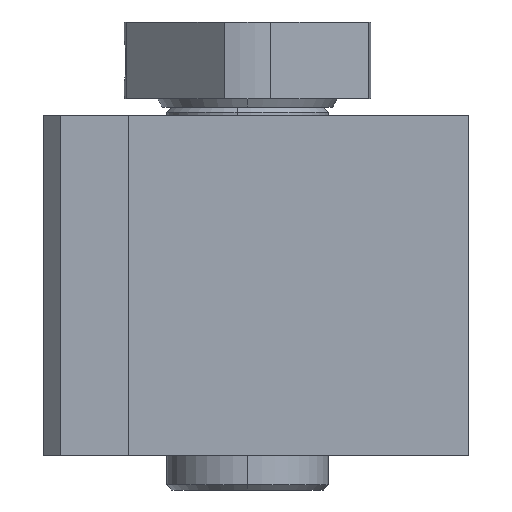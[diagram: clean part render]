
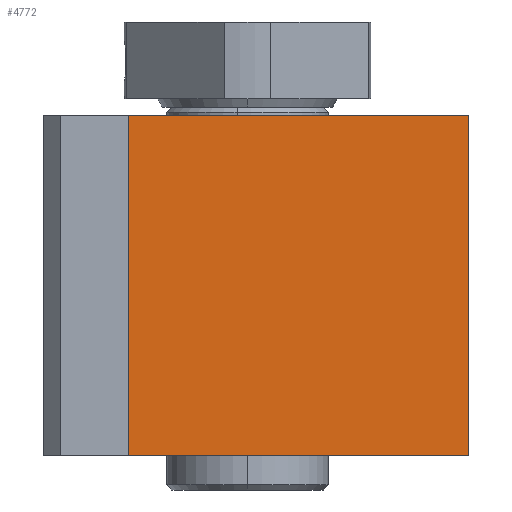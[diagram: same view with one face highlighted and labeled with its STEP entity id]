
A CAD part, left-side view. The second image highlights one B-rep face of the part: STEP entity #4772.
In plain terms, the highlighted planar face has unit normal (-1, 0, 0).
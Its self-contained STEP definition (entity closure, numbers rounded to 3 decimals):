
#28 = CARTESIAN_POINT ( 'NONE',  ( -21., -13., 0. ) ) ;
#86 = VERTEX_POINT ( 'NONE', #162 ) ;
#162 = CARTESIAN_POINT ( 'NONE',  ( -21., 7., -20. ) ) ;
#214 = EDGE_CURVE ( 'NONE', #86, #2141, #2087, .T. ) ;
#313 = EDGE_CURVE ( 'NONE', #4901, #4601, #3400, .T. ) ;
#357 = CARTESIAN_POINT ( 'NONE',  ( -21., -13., -20. ) ) ;
#377 = LINE ( 'NONE', #4898, #798 ) ;
#688 = VECTOR ( 'NONE', #1045, 1000. ) ;
#726 = ORIENTED_EDGE ( 'NONE', *, *, #933, .T. ) ;
#798 = VECTOR ( 'NONE', #4391, 1000. ) ;
#805 = CARTESIAN_POINT ( 'NONE',  ( -21., 7., 0. ) ) ;
#933 = EDGE_CURVE ( 'NONE', #86, #4901, #2382, .T. ) ;
#951 = VECTOR ( 'NONE', #2363, 1000. ) ;
#1045 = DIRECTION ( 'NONE',  ( 0., 0., 1. ) ) ;
#1339 = DIRECTION ( 'NONE',  ( 0., -1., 0. ) ) ;
#1573 = CARTESIAN_POINT ( 'NONE',  ( -21., 7., -20. ) ) ;
#1865 = CARTESIAN_POINT ( 'NONE',  ( -21., -13., -20. ) ) ;
#2087 = LINE ( 'NONE', #1573, #688 ) ;
#2141 = VERTEX_POINT ( 'NONE', #805 ) ;
#2363 = DIRECTION ( 'NONE',  ( 0., 0., 1. ) ) ;
#2382 = LINE ( 'NONE', #1865, #3237 ) ;
#2870 = CARTESIAN_POINT ( 'NONE',  ( -21., -13., -20. ) ) ;
#2970 = EDGE_LOOP ( 'NONE', ( #5031, #4504, #726, #3523 ) ) ;
#3237 = VECTOR ( 'NONE', #1339, 1000. ) ;
#3400 = LINE ( 'NONE', #2870, #951 ) ;
#3434 = DIRECTION ( 'NONE',  ( 0., 0., 1. ) ) ;
#3523 = ORIENTED_EDGE ( 'NONE', *, *, #313, .T. ) ;
#3610 = EDGE_CURVE ( 'NONE', #2141, #4601, #377, .T. ) ;
#3947 = DIRECTION ( 'NONE',  ( -1., 0., 0. ) ) ;
#4009 = FACE_OUTER_BOUND ( 'NONE', #2970, .T. ) ;
#4140 = AXIS2_PLACEMENT_3D ( 'NONE', #4467, #3947, #3434 ) ;
#4391 = DIRECTION ( 'NONE',  ( 0., -1., 0. ) ) ;
#4467 = CARTESIAN_POINT ( 'NONE',  ( -21., -13., -20. ) ) ;
#4504 = ORIENTED_EDGE ( 'NONE', *, *, #214, .F. ) ;
#4601 = VERTEX_POINT ( 'NONE', #28 ) ;
#4772 = ADVANCED_FACE ( 'NONE', ( #4009 ), #4978, .T. ) ;
#4898 = CARTESIAN_POINT ( 'NONE',  ( -21., -13., 0. ) ) ;
#4901 = VERTEX_POINT ( 'NONE', #357 ) ;
#4978 = PLANE ( 'NONE',  #4140 ) ;
#5031 = ORIENTED_EDGE ( 'NONE', *, *, #3610, .F. ) ;
